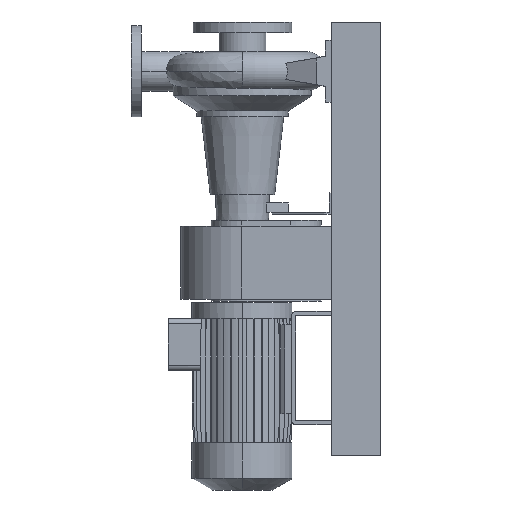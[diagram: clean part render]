
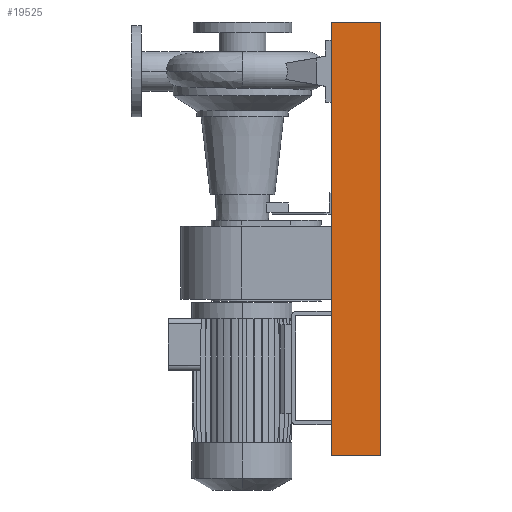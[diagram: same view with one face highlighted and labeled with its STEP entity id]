
A CAD part, left-side view. The second image highlights one B-rep face of the part: STEP entity #19525.
In plain terms, the highlighted planar face has unit normal (-1, 0, 0).
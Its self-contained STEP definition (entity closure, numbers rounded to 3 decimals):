
#60 = FACE_OUTER_BOUND ( 'NONE', #6204, .T. ) ;
#177 = VECTOR ( 'NONE', #12811, 1000. ) ;
#1141 = EDGE_CURVE ( 'NONE', #16857, #13603, #6394, .T. ) ;
#2613 = CARTESIAN_POINT ( 'NONE',  ( -175., -50., 440. ) ) ;
#3861 = VERTEX_POINT ( 'NONE', #15037 ) ;
#3969 = CARTESIAN_POINT ( 'NONE',  ( -175., 50., -440. ) ) ;
#4074 = VERTEX_POINT ( 'NONE', #9902 ) ;
#4139 = ORIENTED_EDGE ( 'NONE', *, *, #20763, .F. ) ;
#4729 = CARTESIAN_POINT ( 'NONE',  ( -175., -50., -440. ) ) ;
#4953 = CARTESIAN_POINT ( 'NONE',  ( -175., 50., -440. ) ) ;
#6204 = EDGE_LOOP ( 'NONE', ( #4139, #20171, #14041, #11238 ) ) ;
#6394 = LINE ( 'NONE', #14552, #19345 ) ;
#6761 = DIRECTION ( 'NONE',  ( 0., 0., 1. ) ) ;
#7185 = LINE ( 'NONE', #2613, #10442 ) ;
#8404 = CARTESIAN_POINT ( 'NONE',  ( -175., -50., -440. ) ) ;
#8455 = CARTESIAN_POINT ( 'NONE',  ( -175., -50., -440. ) ) ;
#9198 = DIRECTION ( 'NONE',  ( 0., -1., 0. ) ) ;
#9616 = LINE ( 'NONE', #4953, #177 ) ;
#9902 = CARTESIAN_POINT ( 'NONE',  ( -175., 50., 440. ) ) ;
#10442 = VECTOR ( 'NONE', #9198, 1000. ) ;
#11238 = ORIENTED_EDGE ( 'NONE', *, *, #20941, .T. ) ;
#11534 = DIRECTION ( 'NONE',  ( -1., 0., 0. ) ) ;
#12449 = AXIS2_PLACEMENT_3D ( 'NONE', #8455, #11534, #6761 ) ;
#12811 = DIRECTION ( 'NONE',  ( 0., 0., 1. ) ) ;
#13603 = VERTEX_POINT ( 'NONE', #8404 ) ;
#14041 = ORIENTED_EDGE ( 'NONE', *, *, #1141, .T. ) ;
#14552 = CARTESIAN_POINT ( 'NONE',  ( -175., -50., -440. ) ) ;
#15037 = CARTESIAN_POINT ( 'NONE',  ( -175., -50., 440. ) ) ;
#15766 = LINE ( 'NONE', #4729, #17572 ) ;
#16857 = VERTEX_POINT ( 'NONE', #3969 ) ;
#17521 = DIRECTION ( 'NONE',  ( 0., -1., 0. ) ) ;
#17572 = VECTOR ( 'NONE', #17670, 1000. ) ;
#17670 = DIRECTION ( 'NONE',  ( 0., 0., 1. ) ) ;
#17777 = EDGE_CURVE ( 'NONE', #16857, #4074, #9616, .T. ) ;
#19345 = VECTOR ( 'NONE', #17521, 1000. ) ;
#19525 = ADVANCED_FACE ( 'NONE', ( #60 ), #20185, .T. ) ;
#20171 = ORIENTED_EDGE ( 'NONE', *, *, #17777, .F. ) ;
#20185 = PLANE ( 'NONE',  #12449 ) ;
#20763 = EDGE_CURVE ( 'NONE', #4074, #3861, #7185, .T. ) ;
#20941 = EDGE_CURVE ( 'NONE', #13603, #3861, #15766, .T. ) ;
